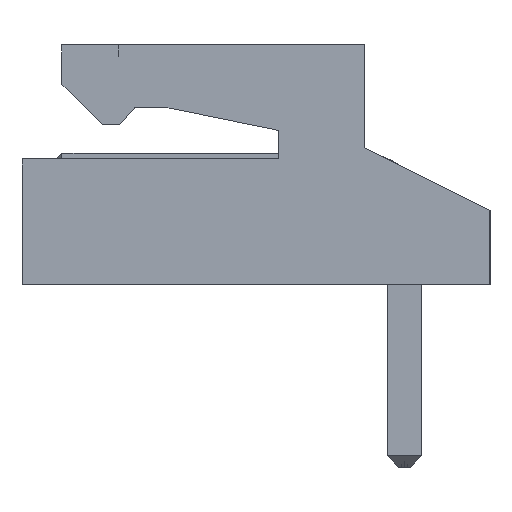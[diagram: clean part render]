
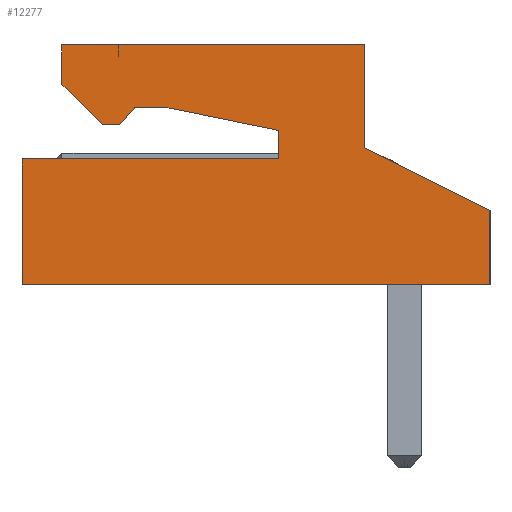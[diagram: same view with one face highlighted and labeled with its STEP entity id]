
A CAD part, left-side view. The second image highlights one B-rep face of the part: STEP entity #12277.
In plain terms, the highlighted face is planar.
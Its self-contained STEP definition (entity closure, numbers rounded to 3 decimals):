
#23 = CARTESIAN_POINT ( 'NONE',  ( 2.5, 3.5, 6. ) ) ;
#659 = CARTESIAN_POINT ( 'NONE',  ( 2.5, 1.3, -1.5 ) ) ;
#695 = EDGE_CURVE ( 'NONE', #5239, #9068, #9060, .T. ) ;
#727 = CARTESIAN_POINT ( 'NONE',  ( 2.5, 2.7, 2.2 ) ) ;
#1122 = EDGE_CURVE ( 'NONE', #15278, #21201, #7630, .T. ) ;
#1297 = CARTESIAN_POINT ( 'NONE',  ( 2.5, 2.4, 0.7 ) ) ;
#1340 = VECTOR ( 'NONE', #21261, 1000. ) ;
#1373 = CARTESIAN_POINT ( 'NONE',  ( 2.5, 0., 6.7 ) ) ;
#1525 = DIRECTION ( 'NONE',  ( 0., 1., 0. ) ) ;
#2109 = VERTEX_POINT ( 'NONE', #7859 ) ;
#2310 = ORIENTED_EDGE ( 'NONE', *, *, #5313, .F. ) ;
#2515 = CARTESIAN_POINT ( 'NONE',  ( 2.5, 0., 6.7 ) ) ;
#2796 = ORIENTED_EDGE ( 'NONE', *, *, #18378, .F. ) ;
#2956 = VERTEX_POINT ( 'NONE', #20464 ) ;
#3175 = VECTOR ( 'NONE', #16439, 1000. ) ;
#3630 = VECTOR ( 'NONE', #21933, 1000. ) ;
#4809 = ORIENTED_EDGE ( 'NONE', *, *, #17881, .F. ) ;
#4831 = CARTESIAN_POINT ( 'NONE',  ( 2.5, 2.8, 4.986 ) ) ;
#4893 = CARTESIAN_POINT ( 'NONE',  ( 2.5, 4.2, 6. ) ) ;
#5058 = VERTEX_POINT ( 'NONE', #10233 ) ;
#5087 = PLANE ( 'NONE',  #10894 ) ;
#5239 = VERTEX_POINT ( 'NONE', #1297 ) ;
#5313 = EDGE_CURVE ( 'NONE', #21201, #9722, #16678, .T. ) ;
#5433 = VERTEX_POINT ( 'NONE', #12527 ) ;
#5437 = VECTOR ( 'NONE', #1525, 1000. ) ;
#5580 = EDGE_CURVE ( 'NONE', #19188, #15157, #15572, .T. ) ;
#6725 = FACE_OUTER_BOUND ( 'NONE', #19986, .T. ) ;
#7230 = EDGE_CURVE ( 'NONE', #19188, #11986, #13710, .T. ) ;
#7451 = EDGE_CURVE ( 'NONE', #15157, #2109, #17242, .T. ) ;
#7571 = CARTESIAN_POINT ( 'NONE',  ( 2.5, 2.2, 2.2 ) ) ;
#7630 = LINE ( 'NONE', #22674, #21137 ) ;
#7859 = CARTESIAN_POINT ( 'NONE',  ( 2.5, 2.2, 2.2 ) ) ;
#8183 = CARTESIAN_POINT ( 'NONE',  ( 2.5, 4.2, 6.7 ) ) ;
#8323 = ORIENTED_EDGE ( 'NONE', *, *, #7230, .T. ) ;
#9060 = LINE ( 'NONE', #18274, #3175 ) ;
#9068 = VERTEX_POINT ( 'NONE', #19262 ) ;
#9131 = CARTESIAN_POINT ( 'NONE',  ( 2.5, 0., 6.7 ) ) ;
#9150 = DIRECTION ( 'NONE',  ( 0., -1., 0. ) ) ;
#9722 = VERTEX_POINT ( 'NONE', #4893 ) ;
#9887 = VECTOR ( 'NONE', #18294, 1000. ) ;
#9913 = DIRECTION ( 'NONE',  ( 0., -0.75, 0.661 ) ) ;
#9936 = CARTESIAN_POINT ( 'NONE',  ( 2.5, 0., 6.7 ) ) ;
#10233 = CARTESIAN_POINT ( 'NONE',  ( 2.5, 3.1, 4.16 ) ) ;
#10424 = DIRECTION ( 'NONE',  ( 0., 0., -1. ) ) ;
#10546 = DIRECTION ( 'NONE',  ( 0., -0.447, -0.894 ) ) ;
#10741 = ORIENTED_EDGE ( 'NONE', *, *, #16924, .F. ) ;
#10825 = CARTESIAN_POINT ( 'NONE',  ( 2.5, 2.8, 5.286 ) ) ;
#10894 = AXIS2_PLACEMENT_3D ( 'NONE', #1373, #22336, #9150 ) ;
#10957 = EDGE_CURVE ( 'NONE', #15106, #5058, #12049, .T. ) ;
#11374 = CARTESIAN_POINT ( 'NONE',  ( 2.5, 2.2, 6.7 ) ) ;
#11465 = ORIENTED_EDGE ( 'NONE', *, *, #19369, .F. ) ;
#11891 = DIRECTION ( 'NONE',  ( 0., 1., 0. ) ) ;
#11986 = VERTEX_POINT ( 'NONE', #15734 ) ;
#12049 = LINE ( 'NONE', #727, #17091 ) ;
#12241 = CARTESIAN_POINT ( 'NONE',  ( 2.5, 2.7, 2.2 ) ) ;
#12277 = ADVANCED_FACE ( 'NONE', ( #6725 ), #5087, .F. ) ;
#12499 = EDGE_CURVE ( 'NONE', #5239, #5433, #23488, .T. ) ;
#12525 = LINE ( 'NONE', #10825, #9887 ) ;
#12527 = CARTESIAN_POINT ( 'NONE',  ( 2.5, 1.3, -1.5 ) ) ;
#13030 = EDGE_CURVE ( 'NONE', #2109, #15106, #19454, .T. ) ;
#13102 = DIRECTION ( 'NONE',  ( 0., 1., 0. ) ) ;
#13175 = VECTOR ( 'NONE', #13102, 1000. ) ;
#13514 = ORIENTED_EDGE ( 'NONE', *, *, #13030, .F. ) ;
#13710 = LINE ( 'NONE', #9936, #1340 ) ;
#14019 = CARTESIAN_POINT ( 'NONE',  ( 2.5, 2.8, 4.986 ) ) ;
#15106 = VERTEX_POINT ( 'NONE', #12241 ) ;
#15157 = VERTEX_POINT ( 'NONE', #18256 ) ;
#15180 = ORIENTED_EDGE ( 'NONE', *, *, #695, .T. ) ;
#15278 = VERTEX_POINT ( 'NONE', #16481 ) ;
#15279 = DIRECTION ( 'NONE',  ( 0., 0., -1. ) ) ;
#15404 = LINE ( 'NONE', #14019, #21715 ) ;
#15572 = LINE ( 'NONE', #2515, #19485 ) ;
#15734 = CARTESIAN_POINT ( 'NONE',  ( 2.5, 0., -1.5 ) ) ;
#16297 = ORIENTED_EDGE ( 'NONE', *, *, #5580, .F. ) ;
#16304 = VECTOR ( 'NONE', #15279, 1000. ) ;
#16392 = ORIENTED_EDGE ( 'NONE', *, *, #10957, .F. ) ;
#16435 = EDGE_CURVE ( 'NONE', #19100, #15278, #12525, .T. ) ;
#16439 = DIRECTION ( 'NONE',  ( 0., 1., 0. ) ) ;
#16481 = CARTESIAN_POINT ( 'NONE',  ( 2.5, 2.8, 5.286 ) ) ;
#16678 = LINE ( 'NONE', #22491, #13175 ) ;
#16924 = EDGE_CURVE ( 'NONE', #5433, #11986, #19372, .T. ) ;
#17091 = VECTOR ( 'NONE', #17575, 1000. ) ;
#17242 = LINE ( 'NONE', #11374, #16304 ) ;
#17575 = DIRECTION ( 'NONE',  ( 0., 0.2, 0.98 ) ) ;
#17881 = EDGE_CURVE ( 'NONE', #9722, #9068, #21619, .T. ) ;
#18084 = CARTESIAN_POINT ( 'NONE',  ( 2.5, 3.1, 4.721 ) ) ;
#18256 = CARTESIAN_POINT ( 'NONE',  ( 2.5, 2.2, 6.7 ) ) ;
#18274 = CARTESIAN_POINT ( 'NONE',  ( 2.5, 0., 0.7 ) ) ;
#18294 = DIRECTION ( 'NONE',  ( 0., 0., 1. ) ) ;
#18378 = EDGE_CURVE ( 'NONE', #2956, #19100, #15404, .T. ) ;
#18522 = VECTOR ( 'NONE', #10424, 1000. ) ;
#19100 = VERTEX_POINT ( 'NONE', #4831 ) ;
#19188 = VERTEX_POINT ( 'NONE', #9131 ) ;
#19262 = CARTESIAN_POINT ( 'NONE',  ( 2.5, 4.2, 0.7 ) ) ;
#19369 = EDGE_CURVE ( 'NONE', #5058, #2956, #24044, .T. ) ;
#19372 = LINE ( 'NONE', #659, #22020 ) ;
#19454 = LINE ( 'NONE', #7571, #5437 ) ;
#19485 = VECTOR ( 'NONE', #11891, 1000. ) ;
#19986 = EDGE_LOOP ( 'NONE', ( #4809, #2310, #20827, #24367, #2796, #11465, #16392, #13514, #21066, #16297, #8323, #10741, #24392, #15180 ) ) ;
#20001 = CARTESIAN_POINT ( 'NONE',  ( 2.5, 2.4, 0.7 ) ) ;
#20329 = VECTOR ( 'NONE', #10546, 1000. ) ;
#20464 = CARTESIAN_POINT ( 'NONE',  ( 2.5, 3.1, 4.721 ) ) ;
#20827 = ORIENTED_EDGE ( 'NONE', *, *, #1122, .F. ) ;
#20831 = DIRECTION ( 'NONE',  ( 0., 0.7, 0.714 ) ) ;
#21066 = ORIENTED_EDGE ( 'NONE', *, *, #7451, .F. ) ;
#21137 = VECTOR ( 'NONE', #20831, 1000. ) ;
#21201 = VERTEX_POINT ( 'NONE', #23 ) ;
#21261 = DIRECTION ( 'NONE',  ( 0., 0., -1. ) ) ;
#21619 = LINE ( 'NONE', #8183, #18522 ) ;
#21715 = VECTOR ( 'NONE', #9913, 1000. ) ;
#21933 = DIRECTION ( 'NONE',  ( 0., 0., 1. ) ) ;
#22020 = VECTOR ( 'NONE', #23218, 1000. ) ;
#22336 = DIRECTION ( 'NONE',  ( -1., 0., 0. ) ) ;
#22491 = CARTESIAN_POINT ( 'NONE',  ( 2.5, 4.2, 6. ) ) ;
#22674 = CARTESIAN_POINT ( 'NONE',  ( 2.5, 3.5, 6. ) ) ;
#23218 = DIRECTION ( 'NONE',  ( 0., -1., 0. ) ) ;
#23488 = LINE ( 'NONE', #20001, #20329 ) ;
#24044 = LINE ( 'NONE', #18084, #3630 ) ;
#24367 = ORIENTED_EDGE ( 'NONE', *, *, #16435, .F. ) ;
#24392 = ORIENTED_EDGE ( 'NONE', *, *, #12499, .F. ) ;
